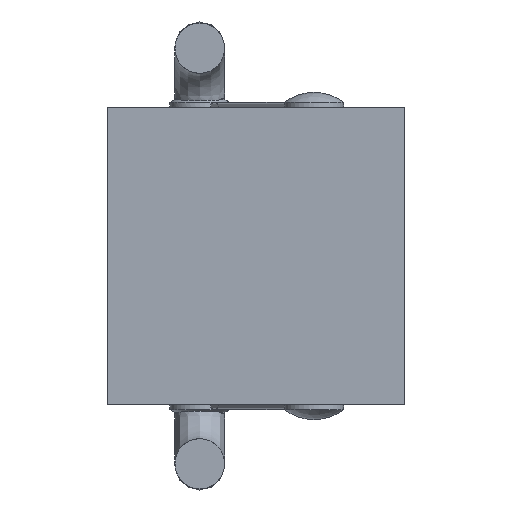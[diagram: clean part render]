
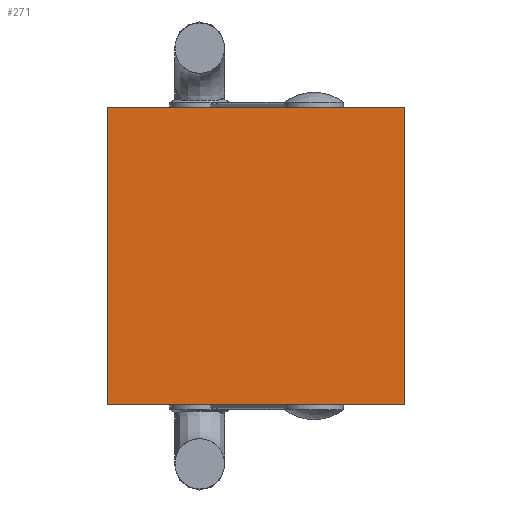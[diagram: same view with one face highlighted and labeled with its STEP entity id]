
A CAD part, front view. The second image highlights one B-rep face of the part: STEP entity #271.
In plain terms, the highlighted planar face has unit normal (0, -1, 0).
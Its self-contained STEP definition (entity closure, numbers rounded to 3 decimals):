
#18 = EDGE_LOOP ( 'NONE', ( #70, #215, #71, #72 ) ) ;
#41 = DIRECTION ( 'NONE',  ( 0., 0., -1. ) ) ;
#56 = CARTESIAN_POINT ( 'NONE',  ( -1.5, -0.51, 1.5 ) ) ;
#70 = ORIENTED_EDGE ( 'NONE', *, *, #185, .T. ) ;
#71 = ORIENTED_EDGE ( 'NONE', *, *, #640, .T. ) ;
#72 = ORIENTED_EDGE ( 'NONE', *, *, #642, .T. ) ;
#185 = EDGE_CURVE ( 'NONE', #452, #450, #1462, .T. ) ;
#206 = EDGE_CURVE ( 'NONE', #450, #457, #1484, .T. ) ;
#215 = ORIENTED_EDGE ( 'NONE', *, *, #206, .T. ) ;
#271 = ADVANCED_FACE ( 'NONE', ( #2324 ), #2609, .F. ) ;
#450 = VERTEX_POINT ( 'NONE', #3816 ) ;
#452 = VERTEX_POINT ( 'NONE', #3817 ) ;
#457 = VERTEX_POINT ( 'NONE', #3820 ) ;
#458 = VERTEX_POINT ( 'NONE', #3821 ) ;
#640 = EDGE_CURVE ( 'NONE', #457, #458, #4245, .T. ) ;
#642 = EDGE_CURVE ( 'NONE', #458, #452, #4240, .T. ) ;
#1462 = LINE ( 'NONE', #56, #1463 ) ;
#1463 = VECTOR ( 'NONE', #41, 1000. ) ;
#1484 = LINE ( 'NONE', #1532, #1489 ) ;
#1489 = VECTOR ( 'NONE', #1540, 1000. ) ;
#1532 = CARTESIAN_POINT ( 'NONE',  ( 1.5, -0.51, -1.5 ) ) ;
#1540 = DIRECTION ( 'NONE',  ( 1., 0., 0. ) ) ;
#2324 = FACE_OUTER_BOUND ( 'NONE', #18, .T. ) ;
#2462 = AXIS2_PLACEMENT_3D ( 'NONE', #2629, #2630, #2631 ) ;
#2609 = PLANE ( 'NONE',  #2462 ) ;
#2629 = CARTESIAN_POINT ( 'NONE',  ( 0., -0.51, 0. ) ) ;
#2630 = DIRECTION ( 'NONE',  ( 0., 1., 0. ) ) ;
#2631 = DIRECTION ( 'NONE',  ( 0., 0., 1. ) ) ;
#3816 = CARTESIAN_POINT ( 'NONE',  ( -1.5, -0.51, -1.5 ) ) ;
#3817 = CARTESIAN_POINT ( 'NONE',  ( -1.5, -0.51, 1.5 ) ) ;
#3820 = CARTESIAN_POINT ( 'NONE',  ( 1.5, -0.51, -1.5 ) ) ;
#3821 = CARTESIAN_POINT ( 'NONE',  ( 1.5, -0.51, 1.5 ) ) ;
#3931 = CARTESIAN_POINT ( 'NONE',  ( 1.5, -0.51, 1.5 ) ) ;
#3934 = DIRECTION ( 'NONE',  ( 0., 0., 1. ) ) ;
#3937 = CARTESIAN_POINT ( 'NONE',  ( 1.5, -0.51, 1.5 ) ) ;
#3938 = DIRECTION ( 'NONE',  ( -1., 0., 0. ) ) ;
#4239 = VECTOR ( 'NONE', #3934, 1000. ) ;
#4240 = LINE ( 'NONE', #3937, #4246 ) ;
#4245 = LINE ( 'NONE', #3931, #4239 ) ;
#4246 = VECTOR ( 'NONE', #3938, 1000. ) ;
